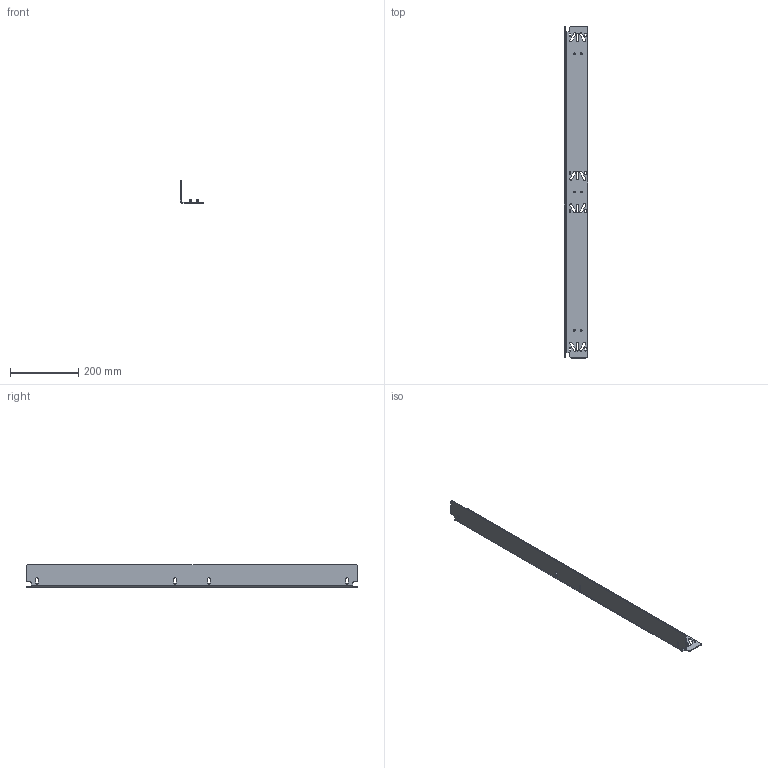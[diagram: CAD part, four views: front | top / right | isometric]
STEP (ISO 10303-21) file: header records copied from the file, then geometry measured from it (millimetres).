
FILE_DESCRIPTION((''),'2;1');
FILE_NAME('156655_SW','2011-04-06T',('banengservice'),('BANNER ENGINEERING'),'PRO/ENGINEER BY PARAMETRIC TECHNOLOGY CORPORATION, 2009141','PRO/ENGINEER BY PARAMETRIC TECHNOLOGY CORPORATION, 2009141','');
FILE_SCHEMA(('CONFIG_CONTROL_DESIGN'));
Length unit declared in the file: inch
Products named in the file (1): 156655_SW
Bounding box: 67.7 x 970 x 65 mm (x, y, z)
Volume: 320869.9 mm3; surface area: 250826.5 mm2
Topology: 1 solids, 1 shells, 280 faces, 760 edges, 496 vertices
Faces by surface type: cylinder 146, plane 86, bspline 36, torus 8, cone 4
Entity records: 32052 total; most frequent: CARTESIAN_POINT 25144, ORIENTED_EDGE 1520, DIRECTION 1256, EDGE_CURVE 760, VERTEX_POINT 496, AXIS2_PLACEMENT_3D 440, VECTOR 376, LINE 376
